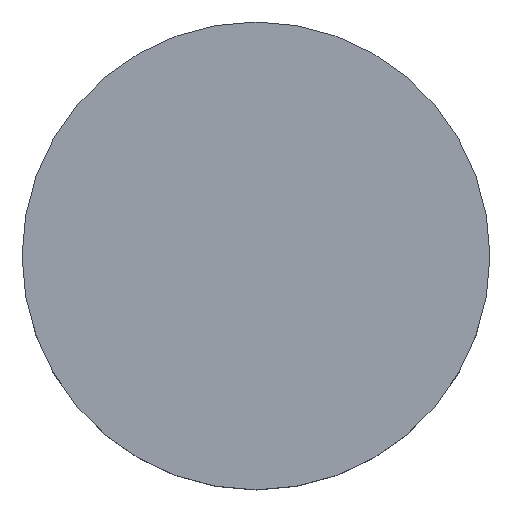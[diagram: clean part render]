
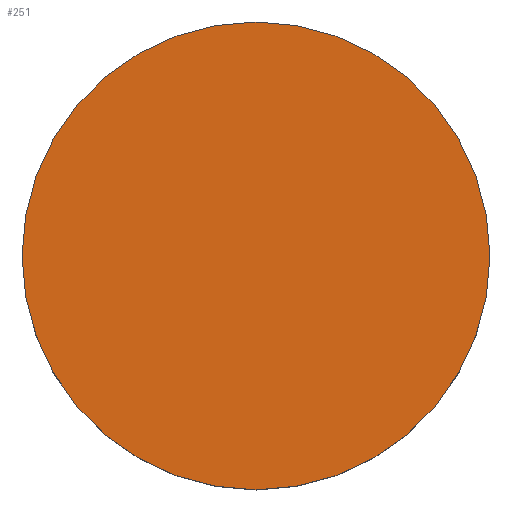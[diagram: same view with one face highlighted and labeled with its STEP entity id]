
A CAD part, top view. The second image highlights one B-rep face of the part: STEP entity #251.
In plain terms, the highlighted planar face has unit normal (0, 0, 1).
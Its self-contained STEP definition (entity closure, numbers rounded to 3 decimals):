
#118 = DIRECTION ( 'NONE',  ( 0., 0., 1. ) ) ;
#165 = VERTEX_POINT ( 'NONE', #199 ) ;
#192 = CARTESIAN_POINT ( 'NONE',  ( 0., 0., 5. ) ) ;
#199 = CARTESIAN_POINT ( 'NONE',  ( 0., 5., 5. ) ) ;
#212 = PLANE ( 'NONE',  #790 ) ;
#249 = CARTESIAN_POINT ( 'NONE',  ( 0., 0., 5. ) ) ;
#251 = ADVANCED_FACE ( 'NONE', ( #794 ), #212, .T. ) ;
#292 = DIRECTION ( 'NONE',  ( 1., 0., 0. ) ) ;
#295 = EDGE_LOOP ( 'NONE', ( #929, #1054 ) ) ;
#399 = CARTESIAN_POINT ( 'NONE',  ( 0., -5., 5. ) ) ;
#439 = DIRECTION ( 'NONE',  ( 0., 1., 0. ) ) ;
#446 = DIRECTION ( 'NONE',  ( 0., 0., -1. ) ) ;
#501 = DIRECTION ( 'NONE',  ( 0., 0., -1. ) ) ;
#535 = CARTESIAN_POINT ( 'NONE',  ( 0., 0., 5. ) ) ;
#572 = AXIS2_PLACEMENT_3D ( 'NONE', #192, #446, #439 ) ;
#662 = AXIS2_PLACEMENT_3D ( 'NONE', #249, #501, #870 ) ;
#711 = EDGE_CURVE ( 'NONE', #165, #1084, #754, .T. ) ;
#754 = CIRCLE ( 'NONE', #662, 5. ) ;
#790 = AXIS2_PLACEMENT_3D ( 'NONE', #535, #118, #292 ) ;
#793 = EDGE_CURVE ( 'NONE', #1084, #165, #898, .T. ) ;
#794 = FACE_OUTER_BOUND ( 'NONE', #295, .T. ) ;
#870 = DIRECTION ( 'NONE',  ( 0., 1., 0. ) ) ;
#898 = CIRCLE ( 'NONE', #572, 5. ) ;
#929 = ORIENTED_EDGE ( 'NONE', *, *, #711, .F. ) ;
#1054 = ORIENTED_EDGE ( 'NONE', *, *, #793, .F. ) ;
#1084 = VERTEX_POINT ( 'NONE', #399 ) ;
